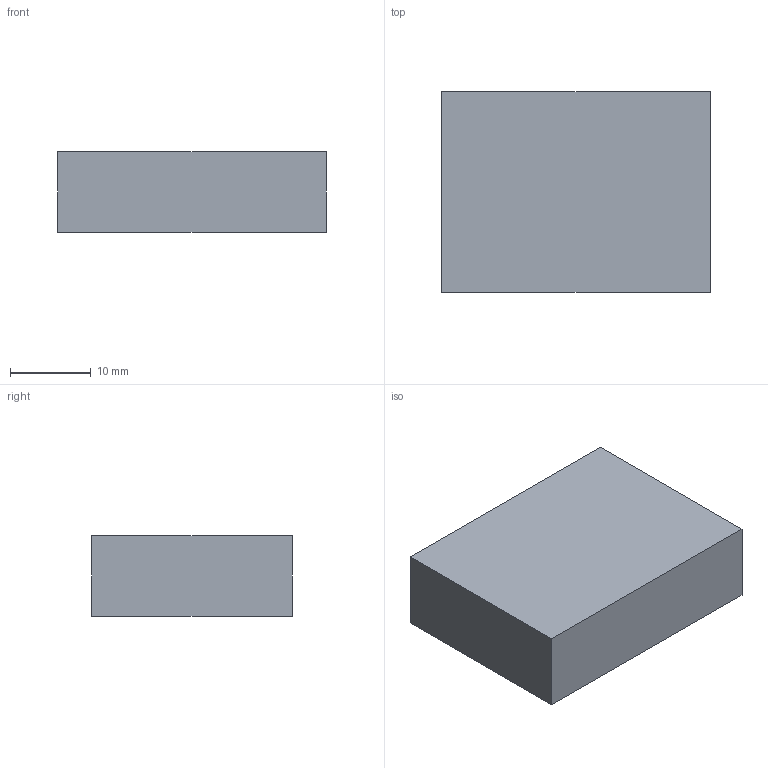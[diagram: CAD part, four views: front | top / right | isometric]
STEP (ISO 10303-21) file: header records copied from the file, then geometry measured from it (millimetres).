
FILE_DESCRIPTION(/* description */ ('','CAx-IF Rec.Pracs.---Representation and Presentation of Product Manufacturing Information (PMI)---4.0---2014-10-13'),/* implementation_level */ '2;1');
FILE_NAME(/* name */ 'test.stp',/* time_stamp */ '2023-07-06T17:56:22+02:00',/* author */ ('gww'),/* organization */ (''),/* preprocessor_version */ 'ST-DEVELOPER v19.2',/* originating_system */ 'Autodesk Inventor 2024',/* authorisation */ '');
FILE_SCHEMA (('AP242_MANAGED_MODEL_BASED_3D_ENGINEERING_MIM_LF { 1 0 10303 442 1 1 4 }'));
Length unit declared in the file: millimetre
Products named in the file (1): test
Bounding box: 33.25 x 24.84 x 10 mm (x, y, z)
Volume: 8256.8 mm3; surface area: 2813 mm2
Topology: 1 solids, 1 shells, 6 faces, 12 edges, 8 vertices
Faces by surface type: plane 6
Entity records: 405 total; most frequent: DIRECTION 56, CARTESIAN_POINT 55, ORIENTED_EDGE 24, AXIS2_PLACEMENT_3D 22, LINE 12, VECTOR 12, EDGE_CURVE 12, PRESENTATION_STYLE_ASSIGNMENT 12
